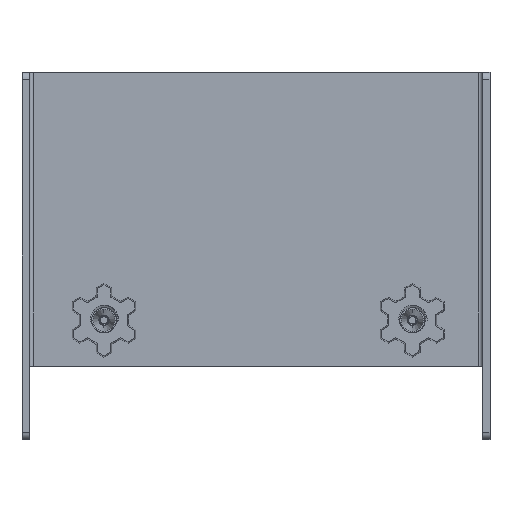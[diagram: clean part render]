
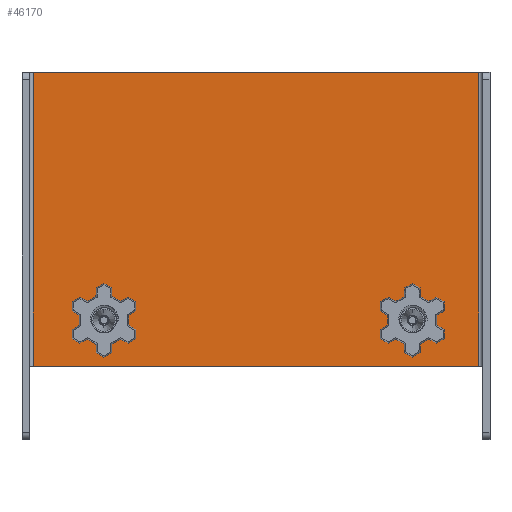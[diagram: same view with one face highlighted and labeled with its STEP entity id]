
A CAD part, front view. The second image highlights one B-rep face of the part: STEP entity #46170.
In plain terms, the highlighted planar face has unit normal (0, -1, 0).
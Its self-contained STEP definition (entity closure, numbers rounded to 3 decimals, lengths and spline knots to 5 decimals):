
#44505=DIRECTION('',(1.,0.,0.));
#44506=VECTOR('',#44505,0.1215);
#44507=CARTESIAN_POINT('',(-0.04244,0.0068,
-0.01978));
#44508=LINE('',#44507,#44506);
#44512=DIRECTION('',(-1.,0.,0.));
#44513=VECTOR('',#44512,0.1215);
#44514=CARTESIAN_POINT('',(0.07906,0.0068,
0.06022));
#44515=LINE('',#44514,#44513);
#44519=CARTESIAN_POINT('',(0.0609,0.0068,
-0.00728));
#44520=DIRECTION('',(0.,1.,0.));
#44521=DIRECTION('',(0.,0.,-1.));
#44522=AXIS2_PLACEMENT_3D('',#44519,#44520,#44521);
#44527=CARTESIAN_POINT('',(0.0609,0.0068,
-0.00728));
#44528=DIRECTION('',(0.,1.,0.));
#44529=DIRECTION('',(0.,0.,1.));
#44530=AXIS2_PLACEMENT_3D('',#44527,#44528,#44529);
#44535=CARTESIAN_POINT('',(-0.0231,0.0068,
-0.00728));
#44536=DIRECTION('',(0.,1.,0.));
#44537=DIRECTION('',(0.,0.,-1.));
#44538=AXIS2_PLACEMENT_3D('',#44535,#44536,#44537);
#44543=CARTESIAN_POINT('',(-0.0231,0.0068,
-0.00728));
#44544=DIRECTION('',(0.,1.,0.));
#44545=DIRECTION('',(0.,0.,1.));
#44546=AXIS2_PLACEMENT_3D('',#44543,#44544,#44545);
#44597=DIRECTION('',(0.,0.,-1.));
#44598=VECTOR('',#44597,0.08);
#44599=CARTESIAN_POINT('',(0.07906,0.0068,
0.06022));
#44600=LINE('',#44599,#44598);
#44829=DIRECTION('',(0.,0.,1.));
#44830=VECTOR('',#44829,0.08);
#44831=CARTESIAN_POINT('',(-0.04244,0.0068,
-0.01978));
#44832=LINE('',#44831,#44830);
#45701=CARTESIAN_POINT('',(-0.04244,0.0068,
-0.01978));
#45702=CARTESIAN_POINT('',(0.07906,0.0068,
-0.01978));
#45703=VERTEX_POINT('',#45701);
#45704=VERTEX_POINT('',#45702);
#45747=CARTESIAN_POINT('',(-0.04244,0.0068,
0.06022));
#45748=VERTEX_POINT('',#45747);
#45769=CARTESIAN_POINT('',(0.07906,0.0068,
0.06022));
#45770=VERTEX_POINT('',#45769);
#45777=CARTESIAN_POINT('',(0.0609,0.0068,
-0.01328));
#45779=VERTEX_POINT('',#45777);
#45781=CARTESIAN_POINT('',(0.0609,0.0068,
-0.00128));
#45783=VERTEX_POINT('',#45781);
#45785=CARTESIAN_POINT('',(-0.0231,0.0068,
-0.01328));
#45787=VERTEX_POINT('',#45785);
#45789=CARTESIAN_POINT('',(-0.0231,0.0068,
-0.00128));
#45791=VERTEX_POINT('',#45789);
#46144=CARTESIAN_POINT('',(-0.04344,0.0068,
-0.03978));
#46145=DIRECTION('',(0.,-1.,0.));
#46146=DIRECTION('',(0.,0.,-1.));
#46147=AXIS2_PLACEMENT_3D('',#46144,#46145,#46146);
#46148=PLANE('',#46147);
#46150=ORIENTED_EDGE('',*,*,#46149,.F.);
#46152=ORIENTED_EDGE('',*,*,#46151,.T.);
#46154=ORIENTED_EDGE('',*,*,#46153,.F.);
#46156=ORIENTED_EDGE('',*,*,#46155,.T.);
#46157=EDGE_LOOP('',(#46150,#46152,#46154,#46156));
#46158=FACE_OUTER_BOUND('',#46157,.F.);
#46159=ORIENTED_EDGE('',*,*,#46127,.F.);
#46161=ORIENTED_EDGE('',*,*,#46160,.F.);
#46162=EDGE_LOOP('',(#46159,#46161));
#46163=FACE_BOUND('',#46162,.F.);
#46165=ORIENTED_EDGE('',*,*,#46164,.F.);
#46167=ORIENTED_EDGE('',*,*,#46166,.F.);
#46168=EDGE_LOOP('',(#46165,#46167));
#46169=FACE_BOUND('',#46168,.F.);
#44523=CIRCLE('',#44522,0.006);
#44531=CIRCLE('',#44530,0.006);
#44539=CIRCLE('',#44538,0.006);
#44547=CIRCLE('',#44546,0.006);
#46127=EDGE_CURVE('',#45779,#45783,#44523,.T.);
#46149=EDGE_CURVE('',#45703,#45704,#44508,.T.);
#46151=EDGE_CURVE('',#45703,#45748,#44832,.T.);
#46153=EDGE_CURVE('',#45770,#45748,#44515,.T.);
#46155=EDGE_CURVE('',#45770,#45704,#44600,.T.);
#46160=EDGE_CURVE('',#45783,#45779,#44531,.T.);
#46164=EDGE_CURVE('',#45787,#45791,#44539,.T.);
#46166=EDGE_CURVE('',#45791,#45787,#44547,.T.);
#46170=ADVANCED_FACE('',(#46158,#46163,#46169),#46148,.T.);
